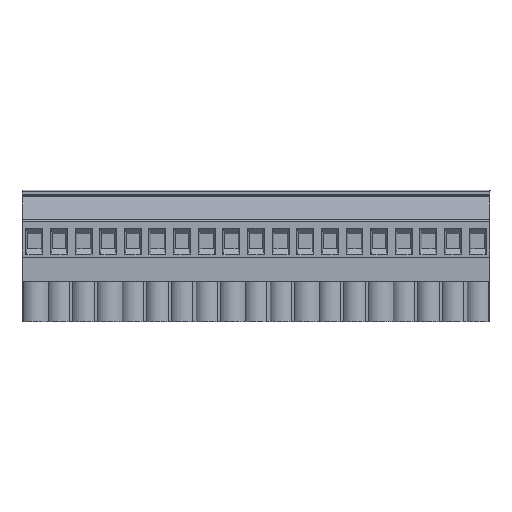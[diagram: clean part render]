
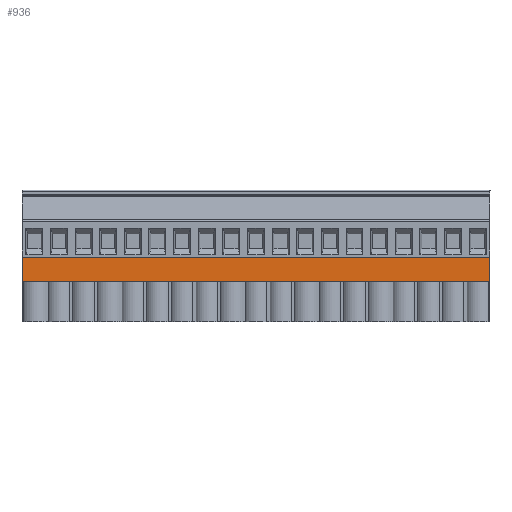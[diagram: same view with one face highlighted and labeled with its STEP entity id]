
A CAD part, top view. The second image highlights one B-rep face of the part: STEP entity #936.
In plain terms, the highlighted planar face has unit normal (0, 0, 1).
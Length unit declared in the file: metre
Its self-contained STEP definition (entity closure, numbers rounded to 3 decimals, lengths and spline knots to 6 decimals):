
#936=ADVANCED_FACE('',(#2250),#2251,.F.);
#2250=FACE_OUTER_BOUND('',#4013,.T.);
#2251=PLANE('',#4014);
#4013=EDGE_LOOP('',(#6678,#6679,#6680,#6681));
#4014=AXIS2_PLACEMENT_3D('',#6682,#6683,#6684);
#6678=ORIENTED_EDGE('',*,*,#10780,.T.);
#6679=ORIENTED_EDGE('',*,*,#10781,.T.);
#6680=ORIENTED_EDGE('',*,*,#10782,.F.);
#6681=ORIENTED_EDGE('',*,*,#10783,.F.);
#6682=CARTESIAN_POINT('',(-0.00508,0.004997,0.));
#6683=DIRECTION('',(0.,0.,-1.0));
#6684=DIRECTION('',(0.0,-1.0,0.));
#10780=EDGE_CURVE('',#13147,#13148,#13149,.T.);
#10781=EDGE_CURVE('',#13148,#13150,#13151,.T.);
#10782=EDGE_CURVE('',#13152,#13150,#13153,.T.);
#10783=EDGE_CURVE('',#13147,#13152,#13154,.T.);
#13147=VERTEX_POINT('',#16380);
#13148=VERTEX_POINT('',#16381);
#13149=LINE('',#16382,#16383);
#13150=VERTEX_POINT('',#16384);
#13151=LINE('',#16385,#16386);
#13152=VERTEX_POINT('',#16387);
#13153=LINE('',#16388,#16389);
#13154=LINE('',#16390,#16391);
#16380=CARTESIAN_POINT('',(0.0,0.,0.));
#16381=CARTESIAN_POINT('',(0.09652,0.0,0.0));
#16382=CARTESIAN_POINT('',(-0.00508,0.,0.));
#16383=VECTOR('',#19032,1.0);
#16384=CARTESIAN_POINT('',(0.09652,0.005,0.0));
#16385=CARTESIAN_POINT('',(0.09652,0.004997,0.0));
#16386=VECTOR('',#19033,1.0);
#16387=CARTESIAN_POINT('',(0.0,0.005,0.));
#16388=CARTESIAN_POINT('',(-0.00508,0.005,0.));
#16389=VECTOR('',#19034,1.0);
#16390=CARTESIAN_POINT('',(0.0,0.004997,0.));
#16391=VECTOR('',#19035,1.0);
#19032=DIRECTION('',(1.0,0.,0.));
#19033=DIRECTION('',(0.,1.0,0.));
#19034=DIRECTION('',(1.0,0.,0.));
#19035=DIRECTION('',(0.,1.0,0.));
